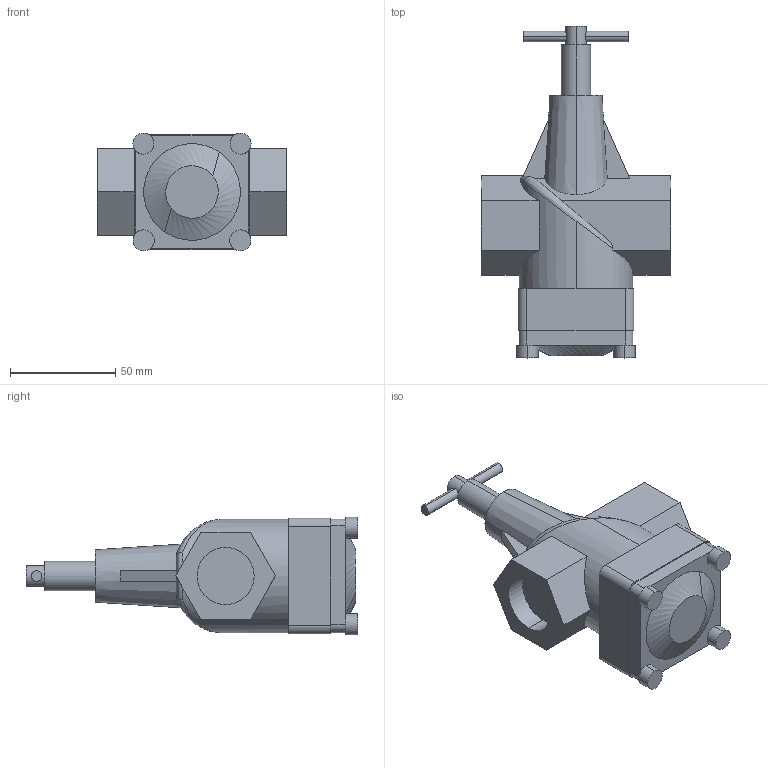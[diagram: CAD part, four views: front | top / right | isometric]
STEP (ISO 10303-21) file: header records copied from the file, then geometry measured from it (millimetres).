
FILE_DESCRIPTION (( 'STEP AP214' ), '1' );
FILE_NAME ('SC6-08-20A.STEP', '2025-03-05T03:54:54', ( '' ), ( '' ), 'SwSTEP 2.0', 'SolidWorks 2017', '' );
FILE_SCHEMA (( 'AUTOMOTIVE_DESIGN' ));
Length unit declared in the file: millimetre
Products named in the file (1): SC6-08-20A
Bounding box: 90 x 158 x 56.05 mm (x, y, z)
Volume: 275369.9 mm3; surface area: 34663.6 mm2
Topology: 1 solids, 1 shells, 95 faces, 242 edges, 158 vertices
Faces by surface type: plane 55, cylinder 32, bspline 4, cone 2, torus 2
Entity records: 3254 total; most frequent: CARTESIAN_POINT 938, ORIENTED_EDGE 484, DIRECTION 462, EDGE_CURVE 242, AXIS2_PLACEMENT_3D 170, VERTEX_POINT 158, VECTOR 122, LINE 122
